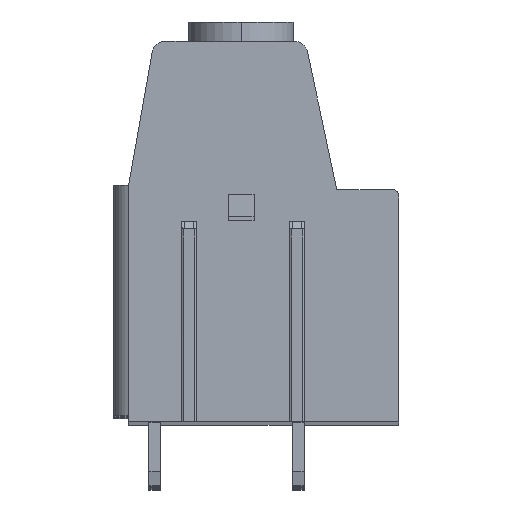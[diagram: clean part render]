
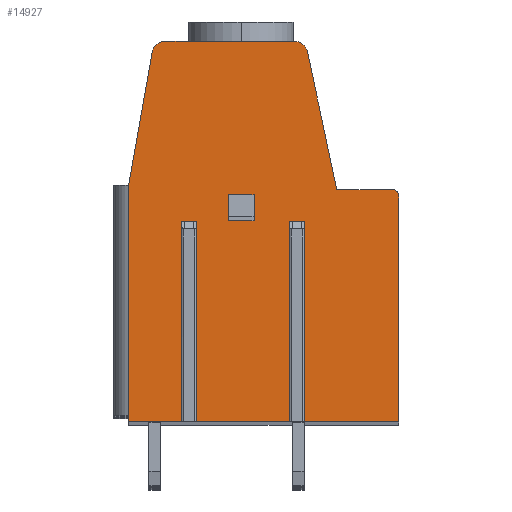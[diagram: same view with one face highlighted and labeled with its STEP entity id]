
A CAD part, top view. The second image highlights one B-rep face of the part: STEP entity #14927.
In plain terms, the highlighted planar face has unit normal (0, 0, 1).
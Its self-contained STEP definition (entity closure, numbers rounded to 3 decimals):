
#3598=DIRECTION('',(0.,1.,0.));
#3599=VECTOR('',#3598,2.);
#3600=CARTESIAN_POINT('',(-0.75,0.85,5.08));
#3601=LINE('',#3600,#3599);
#3602=DIRECTION('',(1.,0.,0.));
#3603=VECTOR('',#3602,2.);
#3604=CARTESIAN_POINT('',(-2.75,2.85,5.08));
#3605=LINE('',#3604,#3603);
#3606=DIRECTION('',(0.,1.,0.));
#3607=VECTOR('',#3606,2.);
#3608=CARTESIAN_POINT('',(-2.75,0.85,5.08));
#3609=LINE('',#3608,#3607);
#3610=DIRECTION('',(1.,0.,0.));
#3611=VECTOR('',#3610,2.);
#3612=CARTESIAN_POINT('',(-2.75,0.85,5.08));
#3613=LINE('',#3612,#3611);
#3614=CARTESIAN_POINT('',(2.386,13.65,5.08));
#3615=DIRECTION('',(0.,0.,1.));
#3616=DIRECTION('',(0.978,0.208,0.));
#3617=AXIS2_PLACEMENT_3D('',#3614,#3615,#3616);
#3619=DIRECTION('',(-0.208,0.978,0.));
#3620=VECTOR('',#3619,10.845);
#3621=CARTESIAN_POINT('',(5.619,3.25,5.08));
#3622=LINE('',#3621,#3620);
#3623=DIRECTION('',(-1.,0.,0.));
#3624=VECTOR('',#3623,4.281);
#3625=CARTESIAN_POINT('',(9.9,3.25,5.08));
#3626=LINE('',#3625,#3624);
#3627=CARTESIAN_POINT('',(9.9,2.75,5.08));
#3628=DIRECTION('',(0.,0.,1.));
#3629=DIRECTION('',(1.,0.,0.));
#3630=AXIS2_PLACEMENT_3D('',#3627,#3628,#3629);
#3632=DIRECTION('',(0.,1.,0.));
#3633=VECTOR('',#3632,17.4);
#3634=CARTESIAN_POINT('',(10.4,-14.65,5.08));
#3635=LINE('',#3634,#3633);
#3636=DIRECTION('',(1.,0.,0.));
#3637=VECTOR('',#3636,7.525);
#3638=CARTESIAN_POINT('',(2.875,-14.65,5.08));
#3639=LINE('',#3638,#3637);
#3640=DIRECTION('',(0.,1.,0.));
#3641=VECTOR('',#3640,15.4);
#3642=CARTESIAN_POINT('',(2.875,-14.65,5.08));
#3643=LINE('',#3642,#3641);
#3644=DIRECTION('',(1.,0.,0.));
#3645=VECTOR('',#3644,0.65);
#3646=CARTESIAN_POINT('',(2.225,0.75,5.08));
#3647=LINE('',#3646,#3645);
#3648=DIRECTION('',(0.,1.,0.));
#3649=VECTOR('',#3648,15.4);
#3650=CARTESIAN_POINT('',(2.225,-14.65,5.08));
#3651=LINE('',#3650,#3649);
#3652=DIRECTION('',(1.,0.,0.));
#3653=VECTOR('',#3652,7.65);
#3654=CARTESIAN_POINT('',(-5.425,-14.65,5.08));
#3655=LINE('',#3654,#3653);
#3656=DIRECTION('',(0.,1.,0.));
#3657=VECTOR('',#3656,15.4);
#3658=CARTESIAN_POINT('',(-5.425,-14.65,5.08));
#3659=LINE('',#3658,#3657);
#3660=DIRECTION('',(1.,0.,0.));
#3661=VECTOR('',#3660,0.65);
#3662=CARTESIAN_POINT('',(-6.075,0.75,5.08));
#3663=LINE('',#3662,#3661);
#3664=DIRECTION('',(0.,1.,0.));
#3665=VECTOR('',#3664,15.4);
#3666=CARTESIAN_POINT('',(-6.075,-14.65,5.08));
#3667=LINE('',#3666,#3665);
#3668=DIRECTION('',(1.,0.,0.));
#3669=VECTOR('',#3668,4.325);
#3670=CARTESIAN_POINT('',(-10.4,-14.65,5.08));
#3671=LINE('',#3670,#3669);
#3672=DIRECTION('',(0.,-1.,0.));
#3673=VECTOR('',#3672,18.25);
#3674=CARTESIAN_POINT('',(-10.4,3.6,5.08));
#3675=LINE('',#3674,#3673);
#3676=DIRECTION('',(-0.174,-0.985,0.));
#3677=VECTOR('',#3676,10.381);
#3678=CARTESIAN_POINT('',(-8.597,13.824,5.08));
#3679=LINE('',#3678,#3677);
#3680=CARTESIAN_POINT('',(-7.612,13.65,5.08));
#3681=DIRECTION('',(0.,0.,1.));
#3682=DIRECTION('',(0.,1.,0.));
#3683=AXIS2_PLACEMENT_3D('',#3680,#3681,#3682);
#3685=DIRECTION('',(-1.,0.,0.));
#3686=VECTOR('',#3685,9.998);
#3687=CARTESIAN_POINT('',(2.386,14.65,5.08));
#3688=LINE('',#3687,#3686);
#8391=CARTESIAN_POINT('',(-10.4,3.6,5.08));
#8392=CARTESIAN_POINT('',(-10.4,-14.65,5.08));
#8393=VERTEX_POINT('',#8391);
#8394=VERTEX_POINT('',#8392);
#8396=CARTESIAN_POINT('',(10.4,-14.65,5.08));
#8398=VERTEX_POINT('',#8396);
#8400=CARTESIAN_POINT('',(5.619,3.25,5.08));
#8402=VERTEX_POINT('',#8400);
#8443=CARTESIAN_POINT('',(-6.075,-14.65,5.08));
#8444=VERTEX_POINT('',#8443);
#8445=CARTESIAN_POINT('',(-5.425,-14.65,5.08));
#8446=CARTESIAN_POINT('',(2.225,-14.65,5.08));
#8447=VERTEX_POINT('',#8445);
#8448=VERTEX_POINT('',#8446);
#8449=CARTESIAN_POINT('',(2.875,-14.65,5.08));
#8450=VERTEX_POINT('',#8449);
#8451=CARTESIAN_POINT('',(-6.075,0.75,5.08));
#8452=CARTESIAN_POINT('',(-5.425,0.75,5.08));
#8453=VERTEX_POINT('',#8451);
#8454=VERTEX_POINT('',#8452);
#8455=CARTESIAN_POINT('',(2.225,0.75,5.08));
#8456=CARTESIAN_POINT('',(2.875,0.75,5.08));
#8457=VERTEX_POINT('',#8455);
#8458=VERTEX_POINT('',#8456);
#8477=CARTESIAN_POINT('',(-0.75,0.85,5.08));
#8478=CARTESIAN_POINT('',(-0.75,2.85,5.08));
#8479=VERTEX_POINT('',#8477);
#8480=VERTEX_POINT('',#8478);
#8481=CARTESIAN_POINT('',(-2.75,0.85,5.08));
#8482=CARTESIAN_POINT('',(-2.75,2.85,5.08));
#8483=VERTEX_POINT('',#8481);
#8484=VERTEX_POINT('',#8482);
#8608=CARTESIAN_POINT('',(3.364,13.858,5.08));
#8609=VERTEX_POINT('',#8608);
#8610=CARTESIAN_POINT('',(2.386,14.65,5.08));
#8611=VERTEX_POINT('',#8610);
#8616=CARTESIAN_POINT('',(-7.612,14.65,5.08));
#8617=CARTESIAN_POINT('',(-8.597,13.824,5.08));
#8618=VERTEX_POINT('',#8616);
#8619=VERTEX_POINT('',#8617);
#8624=CARTESIAN_POINT('',(10.4,2.75,5.08));
#8625=VERTEX_POINT('',#8624);
#8626=CARTESIAN_POINT('',(9.9,3.25,5.08));
#8627=VERTEX_POINT('',#8626);
#14886=CARTESIAN_POINT('',(0.,0.,5.08));
#14887=DIRECTION('',(0.,0.,1.));
#14888=DIRECTION('',(1.,0.,0.));
#14889=AXIS2_PLACEMENT_3D('',#14886,#14887,#14888);
#14890=PLANE('',#14889);
#14891=ORIENTED_EDGE('',*,*,#10914,.F.);
#14892=ORIENTED_EDGE('',*,*,#10930,.F.);
#14893=ORIENTED_EDGE('',*,*,#10942,.F.);
#14894=ORIENTED_EDGE('',*,*,#10957,.F.);
#14895=ORIENTED_EDGE('',*,*,#10972,.F.);
#14896=ORIENTED_EDGE('',*,*,#11186,.F.);
#14898=ORIENTED_EDGE('',*,*,#14897,.T.);
#14900=ORIENTED_EDGE('',*,*,#14899,.F.);
#14902=ORIENTED_EDGE('',*,*,#14901,.F.);
#14903=ORIENTED_EDGE('',*,*,#11170,.F.);
#14905=ORIENTED_EDGE('',*,*,#14904,.T.);
#14907=ORIENTED_EDGE('',*,*,#14906,.F.);
#14909=ORIENTED_EDGE('',*,*,#14908,.F.);
#14910=ORIENTED_EDGE('',*,*,#11154,.F.);
#14911=ORIENTED_EDGE('',*,*,#11868,.F.);
#14912=ORIENTED_EDGE('',*,*,#11990,.F.);
#14913=ORIENTED_EDGE('',*,*,#12377,.F.);
#14914=ORIENTED_EDGE('',*,*,#12605,.F.);
#14915=EDGE_LOOP('',(#14891,#14892,#14893,#14894,#14895,#14896,#14898,#14900,
#14902,#14903,#14905,#14907,#14909,#14910,#14911,#14912,#14913,#14914));
#14916=FACE_OUTER_BOUND('',#14915,.F.);
#14918=ORIENTED_EDGE('',*,*,#14917,.T.);
#14920=ORIENTED_EDGE('',*,*,#14919,.F.);
#14922=ORIENTED_EDGE('',*,*,#14921,.F.);
#14924=ORIENTED_EDGE('',*,*,#14923,.T.);
#14925=EDGE_LOOP('',(#14918,#14920,#14922,#14924));
#14926=FACE_BOUND('',#14925,.F.);
#3618=CIRCLE('',#3617,1.);
#3631=CIRCLE('',#3630,0.5);
#3684=CIRCLE('',#3683,1.);
#10914=EDGE_CURVE('',#8609,#8611,#3618,.T.);
#10930=EDGE_CURVE('',#8402,#8609,#3622,.T.);
#10942=EDGE_CURVE('',#8627,#8402,#3626,.T.);
#10957=EDGE_CURVE('',#8625,#8627,#3631,.T.);
#10972=EDGE_CURVE('',#8398,#8625,#3635,.T.);
#11154=EDGE_CURVE('',#8394,#8444,#3671,.T.);
#11170=EDGE_CURVE('',#8447,#8448,#3655,.T.);
#11186=EDGE_CURVE('',#8450,#8398,#3639,.T.);
#11868=EDGE_CURVE('',#8393,#8394,#3675,.T.);
#11990=EDGE_CURVE('',#8619,#8393,#3679,.T.);
#12377=EDGE_CURVE('',#8618,#8619,#3684,.T.);
#12605=EDGE_CURVE('',#8611,#8618,#3688,.T.);
#14897=EDGE_CURVE('',#8450,#8458,#3643,.T.);
#14899=EDGE_CURVE('',#8457,#8458,#3647,.T.);
#14901=EDGE_CURVE('',#8448,#8457,#3651,.T.);
#14904=EDGE_CURVE('',#8447,#8454,#3659,.T.);
#14906=EDGE_CURVE('',#8453,#8454,#3663,.T.);
#14908=EDGE_CURVE('',#8444,#8453,#3667,.T.);
#14917=EDGE_CURVE('',#8479,#8480,#3601,.T.);
#14919=EDGE_CURVE('',#8484,#8480,#3605,.T.);
#14921=EDGE_CURVE('',#8483,#8484,#3609,.T.);
#14923=EDGE_CURVE('',#8483,#8479,#3613,.T.);
#14927=ADVANCED_FACE('',(#14916,#14926),#14890,.T.);
